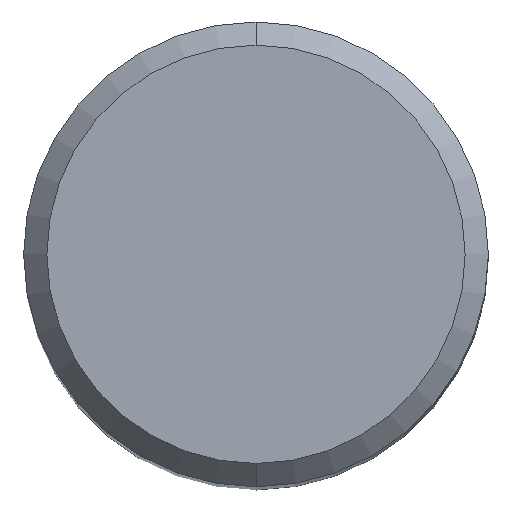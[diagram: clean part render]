
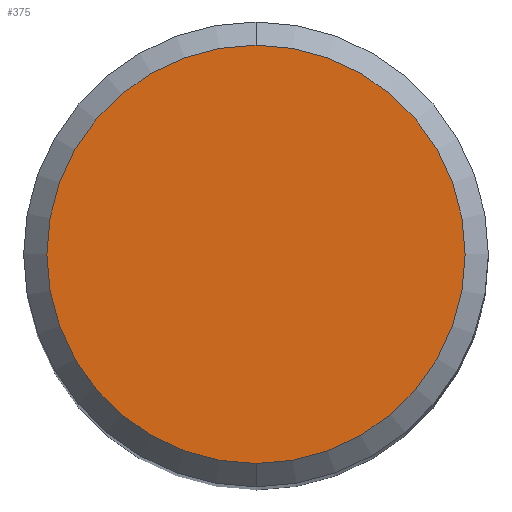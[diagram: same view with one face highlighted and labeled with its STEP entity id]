
A CAD part, top view. The second image highlights one B-rep face of the part: STEP entity #375.
In plain terms, the highlighted planar face has unit normal (0, 0, 1).
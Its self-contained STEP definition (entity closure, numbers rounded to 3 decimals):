
#229=VERTEX_POINT('',#591);
#241=EDGE_CURVE('',#229,#477,#604,.T.);
#245=EDGE_CURVE('',#477,#229,#608,.T.);
#375=ADVANCED_FACE('',(#752),#753,.T.);
#477=VERTEX_POINT('',#868);
#591=CARTESIAN_POINT('',(0.0,4.5,0.0));
#604=CIRCLE('',#1024,4.5);
#608=CIRCLE('',#1029,4.5);
#752=FACE_OUTER_BOUND('',#1317,.T.);
#753=PLANE('',#1318);
#868=CARTESIAN_POINT('',(0.,-4.5,0.0));
#1024=AXIS2_PLACEMENT_3D('',#1748,#1749,#1750);
#1029=AXIS2_PLACEMENT_3D('',#1751,#1752,#1753);
#1317=EDGE_LOOP('',(#1911,#1912));
#1318=AXIS2_PLACEMENT_3D('',#1913,#1914,#1915);
#1748=CARTESIAN_POINT('',(0.0,0.0,0.0));
#1749=DIRECTION('',(0.0,0.0,-1.0));
#1750=DIRECTION('',(0.0,1.0,0.0));
#1751=CARTESIAN_POINT('',(0.0,0.0,0.0));
#1752=DIRECTION('',(0.0,0.0,-1.0));
#1753=DIRECTION('',(0.0,1.0,0.0));
#1911=ORIENTED_EDGE('',*,*,#241,.F.);
#1912=ORIENTED_EDGE('',*,*,#245,.F.);
#1913=CARTESIAN_POINT('',(0.0,2.25,0.0));
#1914=DIRECTION('',(-0.0,0.0,1.0));
#1915=DIRECTION('',(0.0,-1.0,0.0));
